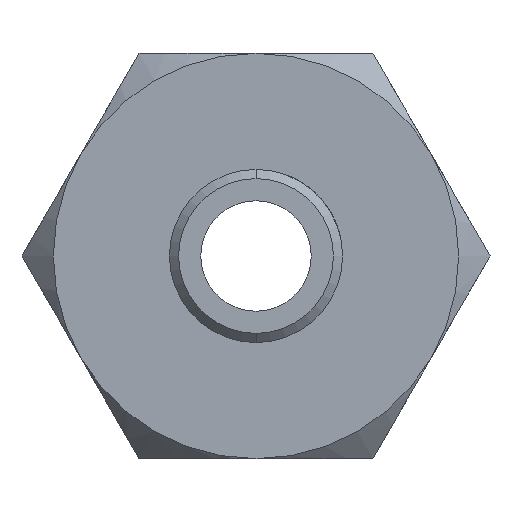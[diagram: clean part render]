
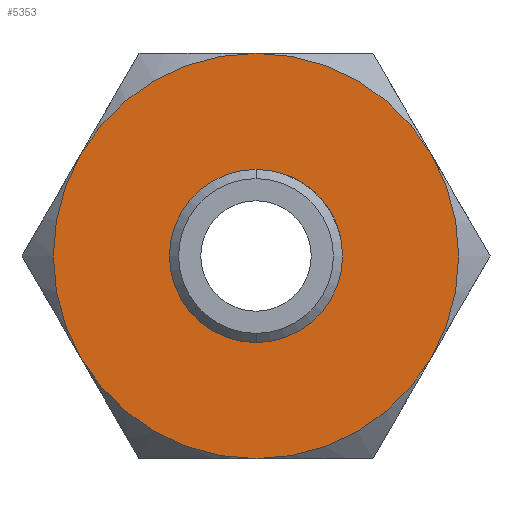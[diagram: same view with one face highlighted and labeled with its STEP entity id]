
A CAD part, left-side view. The second image highlights one B-rep face of the part: STEP entity #5353.
In plain terms, the highlighted planar face has unit normal (-1, 0, 0).
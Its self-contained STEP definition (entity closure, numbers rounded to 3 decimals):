
#196 = CARTESIAN_POINT ( 'NONE',  ( 16., 0., 0. ) ) ;
#292 = EDGE_CURVE ( 'NONE', #4606, #5031, #5206, .T. ) ;
#325 = CARTESIAN_POINT ( 'NONE',  ( 16., 0., 0. ) ) ;
#398 = FACE_OUTER_BOUND ( 'NONE', #5265, .T. ) ;
#421 = DIRECTION ( 'NONE',  ( -1., 0., 0. ) ) ;
#427 = CIRCLE ( 'NONE', #2603, 11. ) ;
#431 = DIRECTION ( 'NONE',  ( 0., 0., -1. ) ) ;
#467 = EDGE_CURVE ( 'NONE', #503, #3815, #2149, .T. ) ;
#494 = AXIS2_PLACEMENT_3D ( 'NONE', #803, #1178, #431 ) ;
#503 = VERTEX_POINT ( 'NONE', #3370 ) ;
#553 = ORIENTED_EDGE ( 'NONE', *, *, #4208, .F. ) ;
#719 = DIRECTION ( 'NONE',  ( 1., 0., 0. ) ) ;
#803 = CARTESIAN_POINT ( 'NONE',  ( 16., 0., 0. ) ) ;
#933 = VERTEX_POINT ( 'NONE', #4870 ) ;
#948 = AXIS2_PLACEMENT_3D ( 'NONE', #4443, #719, #4466 ) ;
#970 = CARTESIAN_POINT ( 'NONE',  ( 16., 0., 0. ) ) ;
#993 = DIRECTION ( 'NONE',  ( 0., 0., 1. ) ) ;
#1135 = CIRCLE ( 'NONE', #2937, 4.7 ) ;
#1178 = DIRECTION ( 'NONE',  ( 1., 0., 0. ) ) ;
#1340 = EDGE_CURVE ( 'NONE', #2570, #933, #5379, .T. ) ;
#1374 = CARTESIAN_POINT ( 'NONE',  ( 16., 0., 11. ) ) ;
#1485 = CARTESIAN_POINT ( 'NONE',  ( 16., 0., 0. ) ) ;
#1530 = EDGE_LOOP ( 'NONE', ( #3230, #4384 ) ) ;
#1586 = DIRECTION ( 'NONE',  ( 1., 0., 0. ) ) ;
#1840 = ORIENTED_EDGE ( 'NONE', *, *, #3036, .T. ) ;
#1922 = CARTESIAN_POINT ( 'NONE',  ( 16., -9.526, -5.5 ) ) ;
#1946 = DIRECTION ( 'NONE',  ( 1., 0., 0. ) ) ;
#1986 = AXIS2_PLACEMENT_3D ( 'NONE', #1485, #1946, #2325 ) ;
#1993 = DIRECTION ( 'NONE',  ( 0., 0., -1. ) ) ;
#2059 = CARTESIAN_POINT ( 'NONE',  ( 16., 0., 4.7 ) ) ;
#2068 = CIRCLE ( 'NONE', #3461, 4.7 ) ;
#2147 = CARTESIAN_POINT ( 'NONE',  ( 16., -9.526, 5.5 ) ) ;
#2149 = CIRCLE ( 'NONE', #494, 11. ) ;
#2254 = EDGE_CURVE ( 'NONE', #3145, #3272, #2068, .T. ) ;
#2325 = DIRECTION ( 'NONE',  ( 0., 0., -1. ) ) ;
#2425 = EDGE_CURVE ( 'NONE', #5031, #2570, #4335, .T. ) ;
#2475 = FACE_BOUND ( 'NONE', #1530, .T. ) ;
#2497 = AXIS2_PLACEMENT_3D ( 'NONE', #4573, #4218, #2587 ) ;
#2570 = VERTEX_POINT ( 'NONE', #1922 ) ;
#2587 = DIRECTION ( 'NONE',  ( 0., 0., -1. ) ) ;
#2603 = AXIS2_PLACEMENT_3D ( 'NONE', #325, #3674, #1993 ) ;
#2732 = CARTESIAN_POINT ( 'NONE',  ( 16., 9.526, 5.5 ) ) ;
#2937 = AXIS2_PLACEMENT_3D ( 'NONE', #970, #4689, #2995 ) ;
#2995 = DIRECTION ( 'NONE',  ( 0., 0., 1. ) ) ;
#3036 = EDGE_CURVE ( 'NONE', #4606, #3815, #5125, .T. ) ;
#3145 = VERTEX_POINT ( 'NONE', #2059 ) ;
#3230 = ORIENTED_EDGE ( 'NONE', *, *, #2254, .F. ) ;
#3272 = VERTEX_POINT ( 'NONE', #4425 ) ;
#3370 = CARTESIAN_POINT ( 'NONE',  ( 16., 9.526, -5.5 ) ) ;
#3461 = AXIS2_PLACEMENT_3D ( 'NONE', #196, #4716, #993 ) ;
#3638 = EDGE_CURVE ( 'NONE', #3272, #3145, #1135, .T. ) ;
#3674 = DIRECTION ( 'NONE',  ( 1., 0., 0. ) ) ;
#3815 = VERTEX_POINT ( 'NONE', #2732 ) ;
#4005 = AXIS2_PLACEMENT_3D ( 'NONE', #4928, #1586, #4902 ) ;
#4109 = PLANE ( 'NONE',  #4005 ) ;
#4208 = EDGE_CURVE ( 'NONE', #933, #503, #427, .T. ) ;
#4218 = DIRECTION ( 'NONE',  ( 1., 0., 0. ) ) ;
#4335 = CIRCLE ( 'NONE', #948, 11. ) ;
#4384 = ORIENTED_EDGE ( 'NONE', *, *, #3638, .F. ) ;
#4425 = CARTESIAN_POINT ( 'NONE',  ( 16., 0., -4.7 ) ) ;
#4443 = CARTESIAN_POINT ( 'NONE',  ( 16., 0., 0. ) ) ;
#4466 = DIRECTION ( 'NONE',  ( 0., 0., -1. ) ) ;
#4508 = AXIS2_PLACEMENT_3D ( 'NONE', #4510, #421, #4612 ) ;
#4510 = CARTESIAN_POINT ( 'NONE',  ( 16., 0., 0. ) ) ;
#4573 = CARTESIAN_POINT ( 'NONE',  ( 16., 0., 0. ) ) ;
#4574 = ORIENTED_EDGE ( 'NONE', *, *, #292, .F. ) ;
#4606 = VERTEX_POINT ( 'NONE', #1374 ) ;
#4612 = DIRECTION ( 'NONE',  ( 0., 0., 1. ) ) ;
#4647 = ORIENTED_EDGE ( 'NONE', *, *, #1340, .F. ) ;
#4689 = DIRECTION ( 'NONE',  ( -1., 0., 0. ) ) ;
#4716 = DIRECTION ( 'NONE',  ( -1., 0., 0. ) ) ;
#4870 = CARTESIAN_POINT ( 'NONE',  ( 16., 0., -11. ) ) ;
#4902 = DIRECTION ( 'NONE',  ( 0., 0., -1. ) ) ;
#4928 = CARTESIAN_POINT ( 'NONE',  ( 16., 0., 0. ) ) ;
#5031 = VERTEX_POINT ( 'NONE', #2147 ) ;
#5111 = ORIENTED_EDGE ( 'NONE', *, *, #467, .F. ) ;
#5125 = CIRCLE ( 'NONE', #4508, 11. ) ;
#5184 = ORIENTED_EDGE ( 'NONE', *, *, #2425, .F. ) ;
#5206 = CIRCLE ( 'NONE', #1986, 11. ) ;
#5265 = EDGE_LOOP ( 'NONE', ( #553, #4647, #5184, #4574, #1840, #5111 ) ) ;
#5353 = ADVANCED_FACE ( 'NONE', ( #2475, #398 ), #4109, .F. ) ;
#5379 = CIRCLE ( 'NONE', #2497, 11. ) ;
